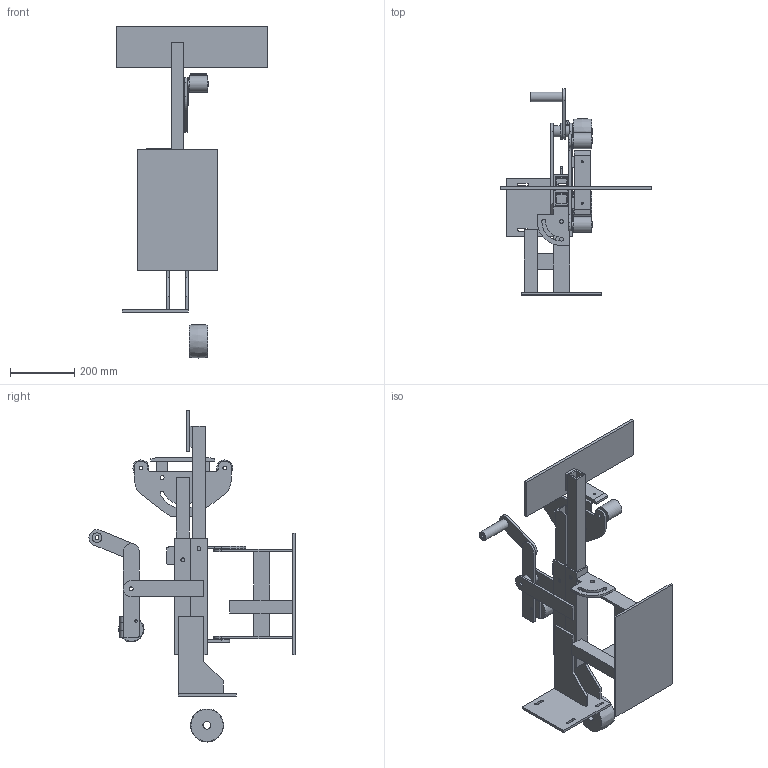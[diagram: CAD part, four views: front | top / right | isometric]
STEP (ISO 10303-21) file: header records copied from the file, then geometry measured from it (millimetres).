
FILE_DESCRIPTION(/* description */ (''),/* implementation_level */ '2;1');
FILE_NAME(/* name */ 'Bandschleifer v15.step',/* time_stamp */ '2022-07-24T17:56:02+02:00',/* author */ (''),/* organization */ (''),/* preprocessor_version */ 'ST-DEVELOPER v19',/* originating_system */ 'Autodesk Translation Framework v11.7.0.108',/* authorisation */ '');
FILE_SCHEMA (('AUTOMOTIVE_DESIGN { 1 0 10303 214 3 1 1 }'));
Length unit declared in the file: millimetre
Products named in the file (1): Bandschleifer
Bounding box: 470 x 639.19 x 1030 mm (x, y, z)
Volume: 5822884.2 mm3; surface area: 1678782.9 mm2
Topology: 58 solids, 58 shells, 434 faces, 915 edges, 610 vertices
Faces by surface type: plane 281, cylinder 151, bspline 2
Full cylindrical faces by diameter (mm): 6 x10, 8 x1, 10 x4, 12 x45, 18 x7, 20 x9, 25 x4, 30 x1, 32 x12, 35 x5, 50 x2, 64 x1
Entity records: 11979 total; most frequent: DIRECTION 2089, CARTESIAN_POINT 2012, ORIENTED_EDGE 1830, EDGE_CURVE 915, AXIS2_PLACEMENT_3D 741, VERTEX_POINT 610, LINE 607, VECTOR 607
